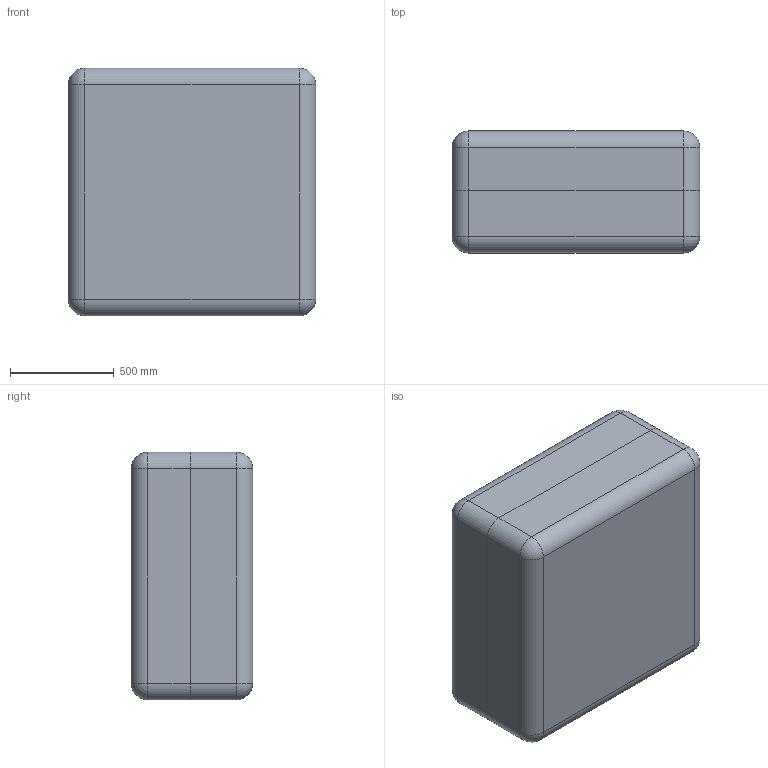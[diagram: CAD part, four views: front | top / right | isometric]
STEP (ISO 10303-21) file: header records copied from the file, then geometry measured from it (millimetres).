
FILE_DESCRIPTION (( 'STEP AP214' ), '1' );
FILE_NAME ('Òðàíñïîðòíûé êîíòåéíåð ÀÄÌÈÐÀË®ÏÐÎÔÅÑÑÈÎÍÀËÜÍÛÅ 223_óïðîùåííàÿ 3D-ìîäåëü.STEP', '2025-09-15T08:14:06', ( '' ), ( '' ), 'SwSTEP 2.0', 'SolidWorks 2021', '' );
FILE_SCHEMA (( 'AUTOMOTIVE_DESIGN' ));
Length unit declared in the file: millimetre
Products named in the file (3): Base_271(óïð); Òðàíñïîðòíûé êîíòåéíåð ÀÄÌÈÐÀË®ÏÐÎÔÅÑÑÈÎÍÀËÜÍÛÅ 223_óïðîùåííàÿ 3D-ìîäåëü; Lid 223_摨喈楗狅
Assembly tree (2 placements, depth 2):
  Òðàíñïîðòíûé êîíòåéíåð ÀÄÌÈÐÀË®ÏÐÎÔÅÑÑÈÎÍÀËÜÍÛÅ 223_óïðîùåííàÿ 3D-ìîäåëü
    Base_271(óïð)
    Lid 223_摨喈楗狅
Bounding box: 1195.81 x 588.32 x 1195.81 mm (x, y, z)
Volume: 312304237.6 mm3; surface area: 11896711.1 mm2
Topology: 2 solids, 2 shells, 2234 faces, 5585 edges, 3226 vertices
Faces by surface type: bspline 964, cylinder 559, plane 403, torus 272, sphere 28, cone 8
Entity records: 105326 total; most frequent: CARTESIAN_POINT 58410, ORIENTED_EDGE 10882, DIRECTION 8710, EDGE_CURVE 5441, AXIS2_PLACEMENT_3D 3390, VERTEX_POINT 3226, EDGE_LOOP 2249, ADVANCED_FACE 2234
